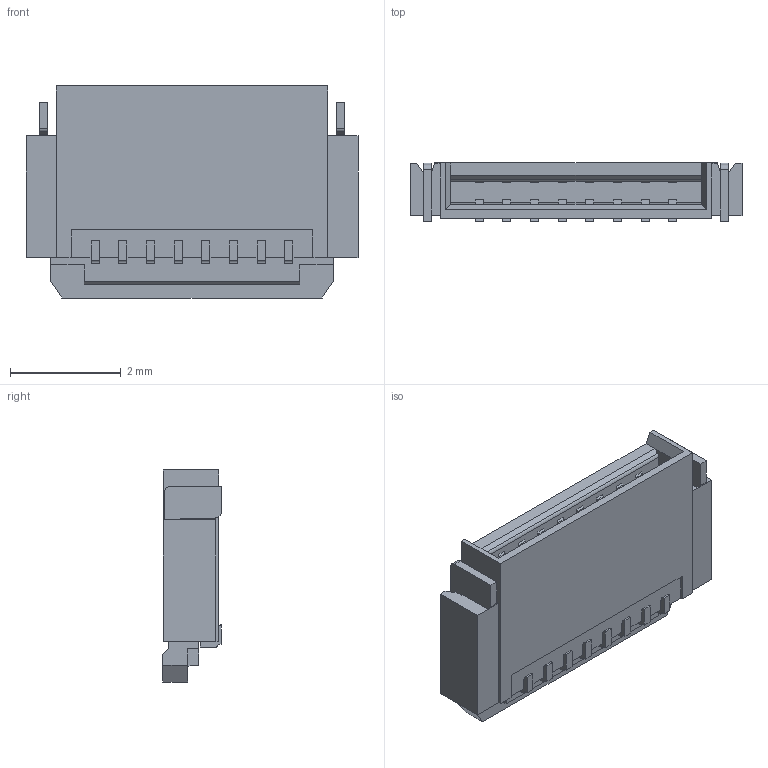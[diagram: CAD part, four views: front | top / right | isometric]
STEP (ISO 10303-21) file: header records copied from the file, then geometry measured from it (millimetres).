
FILE_DESCRIPTION(/* description */ (''),/* implementation_level */ '2;1');
FILE_NAME(/* name */ '2328702_8.stp',/* time_stamp */ '2019-10-19T17:15:03+02:00',/* author */ ('Thartarus'),/* organization */ ('TE Connectivity Ltd.'),/* preprocessor_version */ 'ST-DEVELOPER v17',/* originating_system */ 'Autodesk Inventor 2019',/* authorisation */ '');
FILE_SCHEMA (('AUTOMOTIVE_DESIGN { 1 0 10303 214 3 1 1 }'));
Length unit declared in the file: millimetre
Products named in the file (1): 2328702_8_2
Bounding box: 6 x 1.06 x 3.83 mm (x, y, z)
Volume: 15.1 mm3; surface area: 91.7 mm2
Topology: 1 solids, 1 shells, 382 faces, 1125 edges, 746 vertices
Faces by surface type: plane 292, cylinder 90
Entity records: 13074 total; most frequent: CARTESIAN_POINT 2254, ORIENTED_EDGE 2250, DIRECTION 2089, EDGE_CURVE 1125, LINE 927, VECTOR 927, VERTEX_POINT 746, AXIS2_PLACEMENT_3D 581
